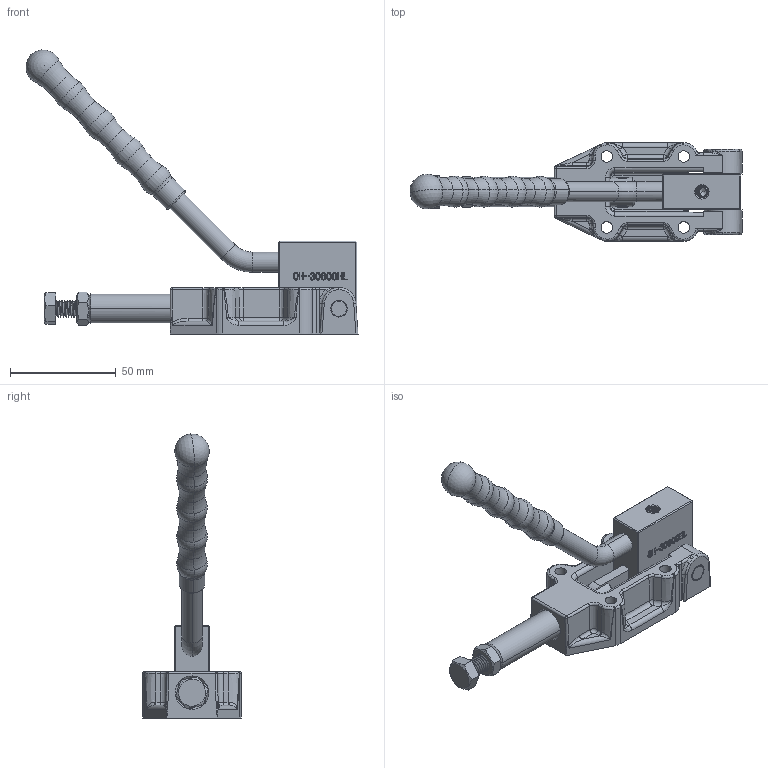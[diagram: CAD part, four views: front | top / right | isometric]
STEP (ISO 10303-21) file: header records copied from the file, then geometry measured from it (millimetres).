
FILE_DESCRIPTION (( 'STEP AP203' ), '1' );
FILE_NAME ('CH-30600HL.STEP', '2010-06-09T01:48:46', ( '微软用户' ), ( '微软中国' ), 'SwSTEP 2.0', 'SolidWorks 2008', '' );
FILE_SCHEMA (( 'CONFIG_CONTROL_DESIGN' ));
Products named in the file (13): 30600-06_默认; CH-SA-086512_默认; M8_默认; M6AO_默认; 30600-04hl_默认; CH-30600HL; 30600-01_默认; 30600-02_默认; 30600-05_默认; 30600HL-01_默认; 30600HL-02_默认; 30600HL-03_默认; 30600HL-04_默认
Assembly tree (13 placements, depth 2):
  CH-30600HL
    30600HL-01_默认
    30600-02_默认
    CH-SA-086512_默认
    30600-01_默认
    M8_默认
    30600HL-04_默认
    30600-05_默认
    30600HL-03_默认
    M6AO_默认
    30600-04hl_默认
    30600-06_默认  x2
    30600HL-02_默认
Bounding box: 157.24 x 46.6 x 134.5 mm (x, y, z)
Volume: 98538.2 mm3; surface area: 51404.9 mm2
Topology: 13 solids, 13 shells, 1536 faces, 4125 edges, 2616 vertices
Faces by surface type: plane 701, cylinder 562, bspline 104, torus 98, cone 63, sphere 8
Entity records: 55727 total; most frequent: CARTESIAN_POINT 24645, ORIENTED_EDGE 6634, DIRECTION 5947, EDGE_CURVE 3317, AXIS2_PLACEMENT_3D 2307, VERTEX_POINT 2086, VECTOR 1333, LINE 1333
